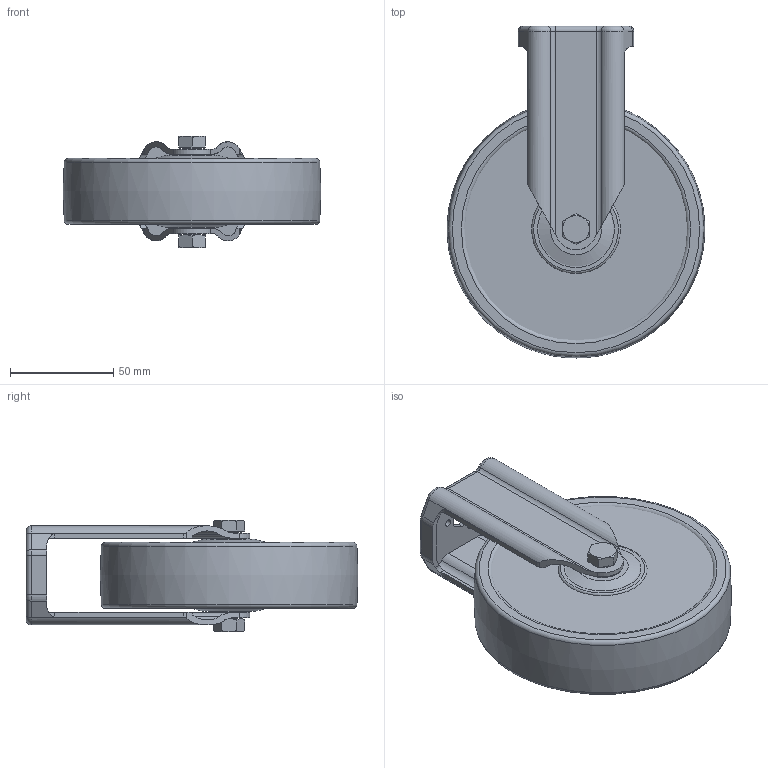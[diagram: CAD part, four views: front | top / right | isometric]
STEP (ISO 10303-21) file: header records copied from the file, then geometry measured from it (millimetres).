
FILE_DESCRIPTION(/* description */ ('STEP AP214'),/* implementation_level */ '2;1');
FILE_NAME(/* name */ '098F125AN',/* time_stamp */ '2022-07-20T09:38:46+02:00',/* author */ ('License CC BY-ND 4.0'),/* organization */ ('CADENAS'),/* preprocessor_version */ 'ST-DEVELOPER v18.102',/* originating_system */ 'PARTsolutions',/* authorisation */ ' ');
FILE_SCHEMA (('AUTOMOTIVE_DESIGN {1 0 10303 214 3 1 1}'));
Length unit declared in the file: millimetre
Products named in the file (6): 098F125AN; 098F125ANn; 098F125ANs; 098F125ANp3; 098F125ANp2; 098F125ANp1
Assembly tree (5 placements, depth 2):
  098F125AN
    098F125ANn
    098F125ANs
    098F125ANp3
    098F125ANp2
    098F125ANp1
Bounding box: 125 x 161 x 54.2 mm (x, y, z)
Volume: 280597.9 mm3; surface area: 115686.6 mm2
Topology: 5 solids, 5 shells, 195 faces, 454 edges, 283 vertices
Faces by surface type: plane 72, cylinder 65, cone 31, torus 27
Full cylindrical faces by diameter (mm): 3.3 x3, 6.647 x1, 8 x2, 8.2 x3, 8.5 x3, 12.5 x1, 19.5 x2, 38 x2, 39 x2
Entity records: 5530 total; most frequent: CARTESIAN_POINT 1007, DIRECTION 964, ORIENTED_EDGE 810, EDGE_CURVE 405, AXIS2_PLACEMENT_3D 398, VERTEX_POINT 281, EDGE_LOOP 274, FACE_BOUND 274
